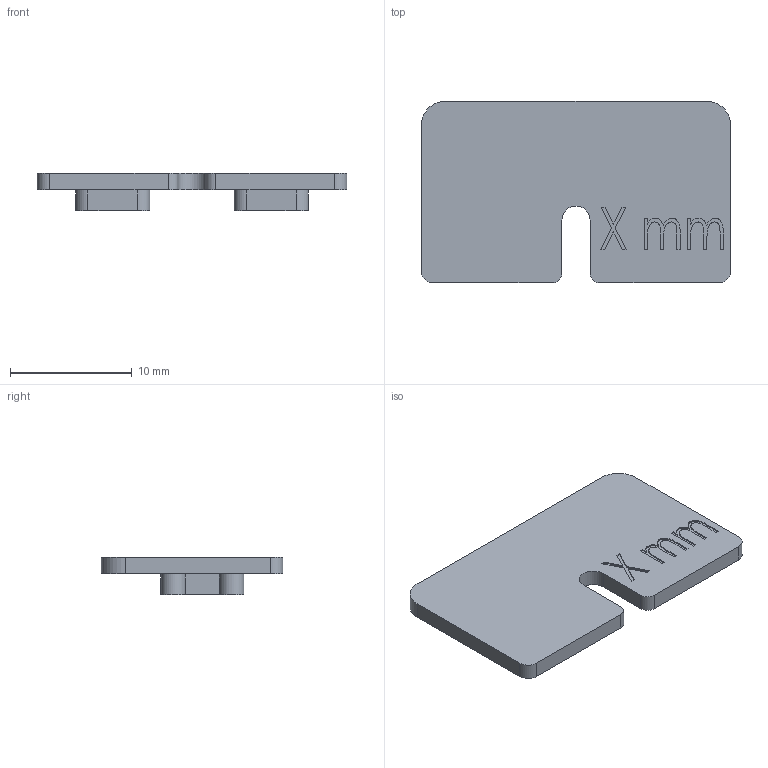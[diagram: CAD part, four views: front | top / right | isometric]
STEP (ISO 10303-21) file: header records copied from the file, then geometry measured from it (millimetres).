
FILE_DESCRIPTION (( 'STEP AP203' ), '1' );
FILE_NAME ('A19_29-00X.STEP', '2021-05-18T12:08:57', ( '' ), ( '' ), 'SwSTEP 2.0', 'SolidWorks 2019', '' );
FILE_SCHEMA (( 'CONFIG_CONTROL_DESIGN' ));
Length unit declared in the file: millimetre
Products named in the file (1): A19_29-00X
Bounding box: 25.4 x 14.9 x 3.05 mm (x, y, z)
Volume: 584.3 mm3; surface area: 953.8 mm2
Topology: 1 solids, 1 shells, 101 faces, 282 edges, 188 vertices
Faces by surface type: plane 64, cylinder 19, bspline 18
Entity records: 4191 total; most frequent: CARTESIAN_POINT 1598, ORIENTED_EDGE 564, DIRECTION 452, EDGE_CURVE 282, LINE 208, VECTOR 208, VERTEX_POINT 188, AXIS2_PLACEMENT_3D 122
